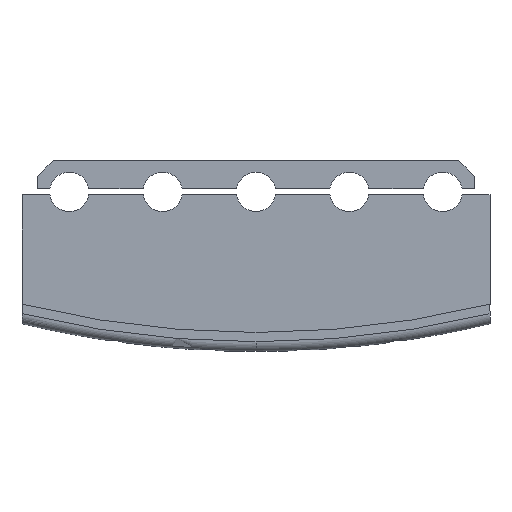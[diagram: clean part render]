
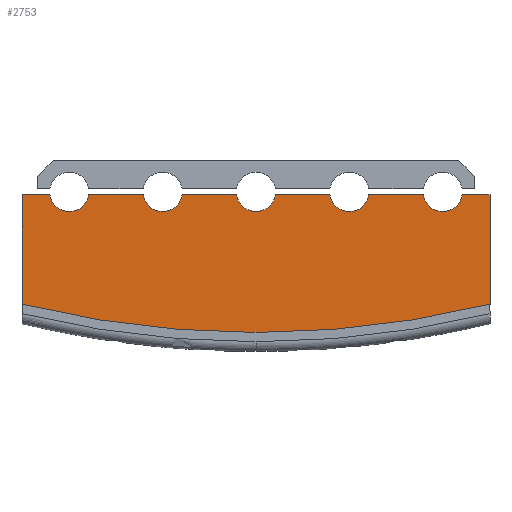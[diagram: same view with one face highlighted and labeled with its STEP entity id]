
A CAD part, front view. The second image highlights one B-rep face of the part: STEP entity #2753.
In plain terms, the highlighted planar face has unit normal (0, -1, 0).
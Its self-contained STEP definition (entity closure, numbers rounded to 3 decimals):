
#27 = CARTESIAN_POINT ( 'NONE',  ( -80., -2.5, 0. ) ) ;
#127 = DIRECTION ( 'NONE',  ( 0., 0., -1. ) ) ;
#128 = EDGE_CURVE ( 'NONE', #173, #2722, #1694, .T. ) ;
#151 = CARTESIAN_POINT ( 'NONE',  ( -15.2, -2.5, -68.55 ) ) ;
#173 = VERTEX_POINT ( 'NONE', #864 ) ;
#213 = CARTESIAN_POINT ( 'NONE',  ( -7.6, -2.5, -68.55 ) ) ;
#229 = CARTESIAN_POINT ( 'NONE',  ( -19.05, -2.5, -68.8 ) ) ;
#266 = CARTESIAN_POINT ( 'NONE',  ( 13.62, -2.5, -68.8 ) ) ;
#267 = AXIS2_PLACEMENT_3D ( 'NONE', #2257, #1686, #3057 ) ;
#293 = VERTEX_POINT ( 'NONE', #1003 ) ;
#297 = CARTESIAN_POINT ( 'NONE',  ( -19.05, -2.5, -68.8 ) ) ;
#301 = EDGE_CURVE ( 'NONE', #1011, #978, #441, .T. ) ;
#367 = EDGE_CURVE ( 'NONE', #293, #432, #398, .T. ) ;
#387 = ORIENTED_EDGE ( 'NONE', *, *, #1010, .T. ) ;
#398 = LINE ( 'NONE', #2664, #2900 ) ;
#432 = VERTEX_POINT ( 'NONE', #266 ) ;
#441 = CIRCLE ( 'NONE', #2523, 1.6 ) ;
#450 = ORIENTED_EDGE ( 'NONE', *, *, #2130, .T. ) ;
#504 = DIRECTION ( 'NONE',  ( 1., 0., 0. ) ) ;
#511 = ORIENTED_EDGE ( 'NONE', *, *, #777, .T. ) ;
#539 = CARTESIAN_POINT ( 'NONE',  ( -19.05, -2.5, -79.294 ) ) ;
#558 = VERTEX_POINT ( 'NONE', #631 ) ;
#585 = CARTESIAN_POINT ( 'NONE',  ( -19.05, -2.5, -68.8 ) ) ;
#631 = CARTESIAN_POINT ( 'NONE',  ( -13.62, -2.5, -68.8 ) ) ;
#644 = VECTOR ( 'NONE', #1351, 1000. ) ;
#722 = LINE ( 'NONE', #229, #1287 ) ;
#733 = CARTESIAN_POINT ( 'NONE',  ( -19.05, -2.5, -68.8 ) ) ;
#772 = CIRCLE ( 'NONE', #2832, 80. ) ;
#777 = EDGE_CURVE ( 'NONE', #2630, #2576, #772, .T. ) ;
#778 = DIRECTION ( 'NONE',  ( 0., 0., -1. ) ) ;
#799 = CARTESIAN_POINT ( 'NONE',  ( 16.78, -2.5, -68.8 ) ) ;
#832 = EDGE_CURVE ( 'NONE', #3514, #432, #2969, .T. ) ;
#864 = CARTESIAN_POINT ( 'NONE',  ( -19.05, -2.5, -68.8 ) ) ;
#885 = PLANE ( 'NONE',  #1784 ) ;
#908 = AXIS2_PLACEMENT_3D ( 'NONE', #1863, #3296, #778 ) ;
#978 = VERTEX_POINT ( 'NONE', #1409 ) ;
#1003 = CARTESIAN_POINT ( 'NONE',  ( 9.18, -2.5, -68.8 ) ) ;
#1010 = EDGE_CURVE ( 'NONE', #3195, #2497, #3196, .T. ) ;
#1011 = VERTEX_POINT ( 'NONE', #1148 ) ;
#1113 = VECTOR ( 'NONE', #1420, 1000. ) ;
#1148 = CARTESIAN_POINT ( 'NONE',  ( -6.02, -2.5, -68.8 ) ) ;
#1163 = CARTESIAN_POINT ( 'NONE',  ( 19.05, -2.5, -68.8 ) ) ;
#1207 = ORIENTED_EDGE ( 'NONE', *, *, #3548, .F. ) ;
#1287 = VECTOR ( 'NONE', #3525, 1000. ) ;
#1351 = DIRECTION ( 'NONE',  ( 1., 0., 0. ) ) ;
#1353 = LINE ( 'NONE', #539, #3006 ) ;
#1380 = EDGE_CURVE ( 'NONE', #2630, #173, #1353, .T. ) ;
#1409 = CARTESIAN_POINT ( 'NONE',  ( -9.18, -2.5, -68.8 ) ) ;
#1420 = DIRECTION ( 'NONE',  ( 1., 0., 0. ) ) ;
#1427 = CARTESIAN_POINT ( 'NONE',  ( -16.78, -2.5, -68.8 ) ) ;
#1460 = VECTOR ( 'NONE', #3255, 1000. ) ;
#1463 = AXIS2_PLACEMENT_3D ( 'NONE', #2638, #2339, #127 ) ;
#1555 = DIRECTION ( 'NONE',  ( 0., 1., 0. ) ) ;
#1637 = EDGE_CURVE ( 'NONE', #3195, #1842, #722, .T. ) ;
#1649 = CARTESIAN_POINT ( 'NONE',  ( 0., -2.5, -80. ) ) ;
#1657 = DIRECTION ( 'NONE',  ( 1., 0., 0. ) ) ;
#1662 = DIRECTION ( 'NONE',  ( 0., 0., 1. ) ) ;
#1666 = ORIENTED_EDGE ( 'NONE', *, *, #301, .T. ) ;
#1686 = DIRECTION ( 'NONE',  ( 0., -1., 0. ) ) ;
#1694 = LINE ( 'NONE', #2028, #1113 ) ;
#1730 = AXIS2_PLACEMENT_3D ( 'NONE', #2518, #2239, #2548 ) ;
#1732 = DIRECTION ( 'NONE',  ( 0., 0., -1. ) ) ;
#1737 = EDGE_CURVE ( 'NONE', #293, #1842, #2588, .T. ) ;
#1751 = DIRECTION ( 'NONE',  ( 0., 0., -1. ) ) ;
#1784 = AXIS2_PLACEMENT_3D ( 'NONE', #27, #2273, #2337 ) ;
#1842 = VERTEX_POINT ( 'NONE', #3199 ) ;
#1863 = CARTESIAN_POINT ( 'NONE',  ( 15.2, -2.5, -68.55 ) ) ;
#1872 = ORIENTED_EDGE ( 'NONE', *, *, #367, .F. ) ;
#1873 = ORIENTED_EDGE ( 'NONE', *, *, #3333, .F. ) ;
#1910 = LINE ( 'NONE', #297, #2946 ) ;
#1967 = CIRCLE ( 'NONE', #267, 80. ) ;
#1978 = CARTESIAN_POINT ( 'NONE',  ( 19.05, -2.5, -68.8 ) ) ;
#2028 = CARTESIAN_POINT ( 'NONE',  ( -19.05, -2.5, -68.8 ) ) ;
#2101 = CARTESIAN_POINT ( 'NONE',  ( 19.05, -2.5, -77.699 ) ) ;
#2124 = CARTESIAN_POINT ( 'NONE',  ( -1.58, -2.5, -68.8 ) ) ;
#2130 = EDGE_CURVE ( 'NONE', #2576, #2391, #1967, .T. ) ;
#2150 = LINE ( 'NONE', #733, #1460 ) ;
#2239 = DIRECTION ( 'NONE',  ( 0., 1., 0. ) ) ;
#2257 = CARTESIAN_POINT ( 'NONE',  ( 0., -2.5, 0. ) ) ;
#2273 = DIRECTION ( 'NONE',  ( 0., 1., 0. ) ) ;
#2274 = EDGE_CURVE ( 'NONE', #558, #2722, #3315, .T. ) ;
#2330 = CARTESIAN_POINT ( 'NONE',  ( 1.58, -2.5, -68.8 ) ) ;
#2337 = DIRECTION ( 'NONE',  ( 0., 0., 1. ) ) ;
#2339 = DIRECTION ( 'NONE',  ( 0., 1., 0. ) ) ;
#2356 = ORIENTED_EDGE ( 'NONE', *, *, #832, .T. ) ;
#2391 = VERTEX_POINT ( 'NONE', #2101 ) ;
#2497 = VERTEX_POINT ( 'NONE', #2124 ) ;
#2518 = CARTESIAN_POINT ( 'NONE',  ( 0., -2.5, -68.55 ) ) ;
#2523 = AXIS2_PLACEMENT_3D ( 'NONE', #213, #1555, #3208 ) ;
#2548 = DIRECTION ( 'NONE',  ( 0., 0., 1. ) ) ;
#2576 = VERTEX_POINT ( 'NONE', #1649 ) ;
#2588 = CIRCLE ( 'NONE', #1463, 1.6 ) ;
#2630 = VERTEX_POINT ( 'NONE', #3624 ) ;
#2638 = CARTESIAN_POINT ( 'NONE',  ( 7.6, -2.5, -68.55 ) ) ;
#2664 = CARTESIAN_POINT ( 'NONE',  ( -19.05, -2.5, -68.8 ) ) ;
#2681 = ORIENTED_EDGE ( 'NONE', *, *, #3459, .F. ) ;
#2721 = ORIENTED_EDGE ( 'NONE', *, *, #2738, .F. ) ;
#2722 = VERTEX_POINT ( 'NONE', #1427 ) ;
#2738 = EDGE_CURVE ( 'NONE', #3498, #2391, #2895, .T. ) ;
#2753 = ADVANCED_FACE ( 'NONE', ( #3406 ), #885, .F. ) ;
#2755 = LINE ( 'NONE', #585, #644 ) ;
#2832 = AXIS2_PLACEMENT_3D ( 'NONE', #3108, #3126, #1732 ) ;
#2884 = ORIENTED_EDGE ( 'NONE', *, *, #2274, .T. ) ;
#2895 = LINE ( 'NONE', #1163, #2903 ) ;
#2900 = VECTOR ( 'NONE', #1657, 1000. ) ;
#2903 = VECTOR ( 'NONE', #1751, 1000. ) ;
#2946 = VECTOR ( 'NONE', #504, 1000. ) ;
#2969 = CIRCLE ( 'NONE', #908, 1.6 ) ;
#2993 = EDGE_LOOP ( 'NONE', ( #1873, #2884, #3340, #3551, #511, #450, #2721, #2681, #2356, #1872, #3256, #3533, #387, #1207, #1666 ) ) ;
#3006 = VECTOR ( 'NONE', #1662, 1000. ) ;
#3057 = DIRECTION ( 'NONE',  ( 0., 0., -1. ) ) ;
#3108 = CARTESIAN_POINT ( 'NONE',  ( 0., -2.5, 0. ) ) ;
#3126 = DIRECTION ( 'NONE',  ( 0., -1., 0. ) ) ;
#3195 = VERTEX_POINT ( 'NONE', #2330 ) ;
#3196 = CIRCLE ( 'NONE', #1730, 1.6 ) ;
#3199 = CARTESIAN_POINT ( 'NONE',  ( 6.02, -2.5, -68.8 ) ) ;
#3208 = DIRECTION ( 'NONE',  ( 0., 0., 1. ) ) ;
#3227 = DIRECTION ( 'NONE',  ( 0., 0., 1. ) ) ;
#3255 = DIRECTION ( 'NONE',  ( 1., 0., 0. ) ) ;
#3256 = ORIENTED_EDGE ( 'NONE', *, *, #1737, .T. ) ;
#3296 = DIRECTION ( 'NONE',  ( 0., 1., 0. ) ) ;
#3315 = CIRCLE ( 'NONE', #3550, 1.6 ) ;
#3333 = EDGE_CURVE ( 'NONE', #558, #978, #2150, .T. ) ;
#3340 = ORIENTED_EDGE ( 'NONE', *, *, #128, .F. ) ;
#3406 = FACE_OUTER_BOUND ( 'NONE', #2993, .T. ) ;
#3459 = EDGE_CURVE ( 'NONE', #3514, #3498, #2755, .T. ) ;
#3498 = VERTEX_POINT ( 'NONE', #1978 ) ;
#3503 = DIRECTION ( 'NONE',  ( 0., 1., 0. ) ) ;
#3514 = VERTEX_POINT ( 'NONE', #799 ) ;
#3525 = DIRECTION ( 'NONE',  ( 1., 0., 0. ) ) ;
#3533 = ORIENTED_EDGE ( 'NONE', *, *, #1637, .F. ) ;
#3548 = EDGE_CURVE ( 'NONE', #1011, #2497, #1910, .T. ) ;
#3550 = AXIS2_PLACEMENT_3D ( 'NONE', #151, #3503, #3227 ) ;
#3551 = ORIENTED_EDGE ( 'NONE', *, *, #1380, .F. ) ;
#3624 = CARTESIAN_POINT ( 'NONE',  ( -19.05, -2.5, -77.699 ) ) ;
